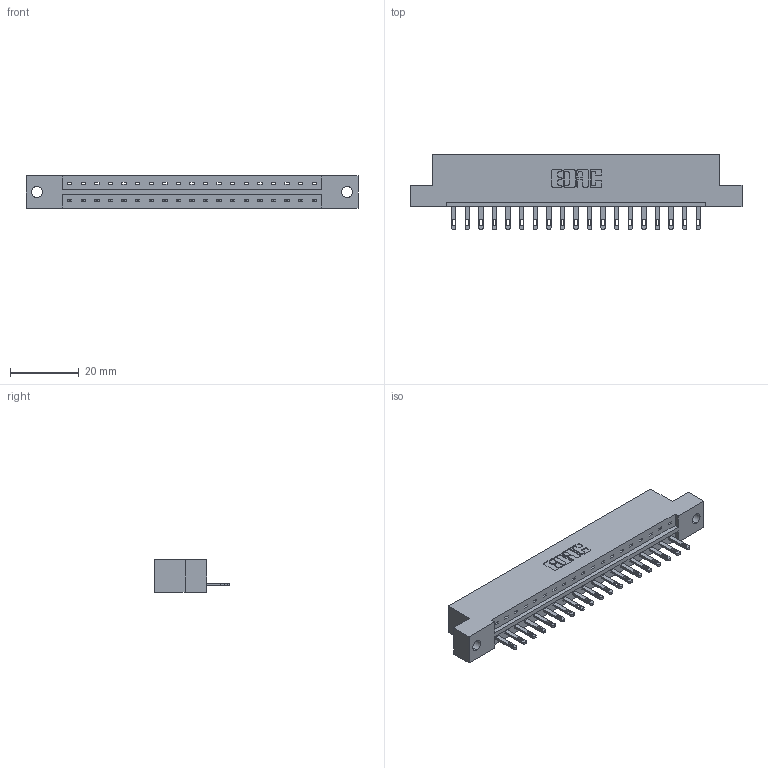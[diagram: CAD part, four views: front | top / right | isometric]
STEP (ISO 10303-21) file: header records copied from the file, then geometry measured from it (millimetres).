
FILE_DESCRIPTION (( 'STEP AP203' ), '1' );
FILE_NAME ('333-019-500-102.STEP', '2018-08-01T22:57:09', ( '' ), ( '' ), 'SwSTEP 2.0', 'SolidWorks 2016', '' );
FILE_SCHEMA (( 'CONFIG_CONTROL_DESIGN' ));
Length unit declared in the file: inch
Products named in the file (3): 333 Part_Flush - .128 Dia; 345-292-001_345-293-100; 333-019-500-102
Assembly tree (20 placements, depth 2):
  333-019-500-102
    333 Part_Flush - .128 Dia
    345-292-001_345-293-100  x19
Bounding box: 96.82 x 21.85 x 9.4 mm (x, y, z)
Volume: 9520.6 mm3; surface area: 9924.4 mm2
Topology: 20 solids, 20 shells, 1140 faces, 3503 edges, 2334 vertices
Faces by surface type: plane 754, cylinder 386
Entity records: 14523 total; most frequent: CARTESIAN_POINT 2515, ORIENTED_EDGE 2470, DIRECTION 2169, EDGE_CURVE 1235, VECTOR 1103, LINE 1103, VERTEX_POINT 822, AXIS2_PLACEMENT_3D 533
